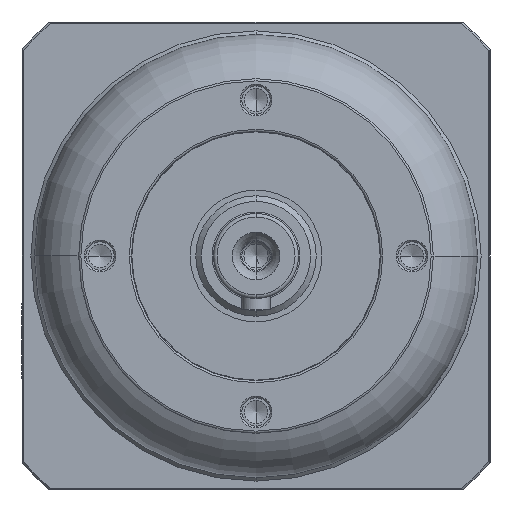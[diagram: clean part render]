
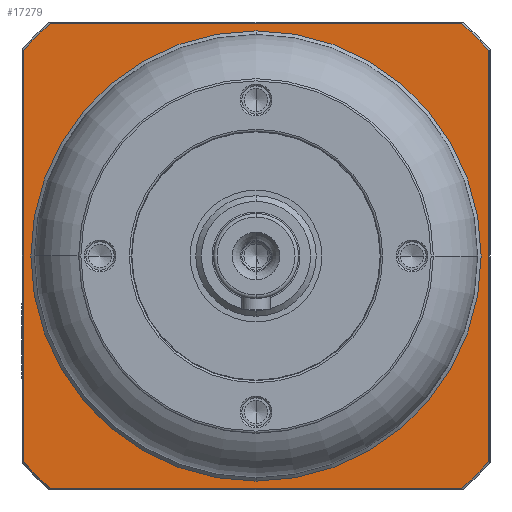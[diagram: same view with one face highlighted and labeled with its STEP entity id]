
A CAD part, left-side view. The second image highlights one B-rep face of the part: STEP entity #17279.
In plain terms, the highlighted face is planar.
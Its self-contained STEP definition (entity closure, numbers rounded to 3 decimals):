
#16155=CARTESIAN_POINT('',(0.,0.,
2.));
#16156=DIRECTION('',(0.,0.,-1.));
#16157=DIRECTION('',(0.,-1.,0.));
#16158=AXIS2_PLACEMENT_3D('',#16155,#16156,#16157);
#16160=CARTESIAN_POINT('',(0.,0.,
2.));
#16161=DIRECTION('',(0.,0.,-1.));
#16162=DIRECTION('',(0.,1.,0.));
#16163=AXIS2_PLACEMENT_3D('',#16160,#16161,#16162);
#16165=CARTESIAN_POINT('',(0.,0.,2.));
#16166=DIRECTION('',(0.,0.,1.));
#16167=DIRECTION('',(-0.749,-0.663,0.));
#16168=AXIS2_PLACEMENT_3D('',#16165,#16166,#16167);
#16170=DIRECTION('',(1.,0.,0.));
#16171=VECTOR('',#16170,58.055);
#16172=CARTESIAN_POINT('',(-29.028,-32.8,
2.));
#16173=LINE('',#16172,#16171);
#16174=CARTESIAN_POINT('',(0.,0.,2.));
#16175=DIRECTION('',(0.,0.,1.));
#16176=DIRECTION('',(0.663,-0.749,0.));
#16177=AXIS2_PLACEMENT_3D('',#16174,#16175,#16176);
#16179=DIRECTION('',(0.,1.,0.));
#16180=VECTOR('',#16179,58.055);
#16181=CARTESIAN_POINT('',(32.8,-29.028,
2.));
#16182=LINE('',#16181,#16180);
#16183=CARTESIAN_POINT('',(0.,0.,2.));
#16184=DIRECTION('',(0.,0.,1.));
#16185=DIRECTION('',(0.749,0.663,0.));
#16186=AXIS2_PLACEMENT_3D('',#16183,#16184,#16185);
#16188=DIRECTION('',(-1.,0.,0.));
#16189=VECTOR('',#16188,58.055);
#16190=CARTESIAN_POINT('',(29.028,32.8,2.));
#16191=LINE('',#16190,#16189);
#16192=CARTESIAN_POINT('',(0.,0.,2.));
#16193=DIRECTION('',(0.,0.,1.));
#16194=DIRECTION('',(-0.663,0.749,0.));
#16195=AXIS2_PLACEMENT_3D('',#16192,#16193,#16194);
#16197=DIRECTION('',(0.,-1.,0.));
#16198=VECTOR('',#16197,58.055);
#16199=CARTESIAN_POINT('',(-32.8,29.028,
2.));
#16200=LINE('',#16199,#16198);
#16934=CARTESIAN_POINT('',(0.,-31.75,2.));
#16935=CARTESIAN_POINT('',(0.,31.75,2.));
#16936=VERTEX_POINT('',#16934);
#16937=VERTEX_POINT('',#16935);
#17006=CARTESIAN_POINT('',(-32.8,-29.028,2.));
#17007=CARTESIAN_POINT('',(-29.028,-32.8,2.));
#17008=VERTEX_POINT('',#17006);
#17009=VERTEX_POINT('',#17007);
#17014=CARTESIAN_POINT('',(29.028,-32.8,
2.));
#17015=VERTEX_POINT('',#17014);
#17018=CARTESIAN_POINT('',(32.8,-29.028,2.));
#17019=VERTEX_POINT('',#17018);
#17022=CARTESIAN_POINT('',(32.8,29.028,2.));
#17023=VERTEX_POINT('',#17022);
#17026=CARTESIAN_POINT('',(29.028,32.8,2.));
#17027=VERTEX_POINT('',#17026);
#17030=CARTESIAN_POINT('',(-29.028,32.8,
2.));
#17031=VERTEX_POINT('',#17030);
#17036=CARTESIAN_POINT('',(-32.8,29.028,2.));
#17037=VERTEX_POINT('',#17036);
#17251=CARTESIAN_POINT('',(0.,0.,2.));
#17252=DIRECTION('',(0.,0.,1.));
#17253=DIRECTION('',(0.,1.,0.));
#17254=AXIS2_PLACEMENT_3D('',#17251,#17252,#17253);
#17255=PLANE('',#17254);
#17257=ORIENTED_EDGE('',*,*,#17256,.T.);
#17259=ORIENTED_EDGE('',*,*,#17258,.T.);
#17261=ORIENTED_EDGE('',*,*,#17260,.T.);
#17263=ORIENTED_EDGE('',*,*,#17262,.T.);
#17265=ORIENTED_EDGE('',*,*,#17264,.T.);
#17267=ORIENTED_EDGE('',*,*,#17266,.T.);
#17269=ORIENTED_EDGE('',*,*,#17268,.T.);
#17271=ORIENTED_EDGE('',*,*,#17270,.T.);
#17272=EDGE_LOOP('',(#17257,#17259,#17261,#17263,#17265,#17267,#17269,#17271));
#17273=FACE_OUTER_BOUND('',#17272,.F.);
#17275=ORIENTED_EDGE('',*,*,#17274,.T.);
#17276=ORIENTED_EDGE('',*,*,#17241,.T.);
#17277=EDGE_LOOP('',(#17275,#17276));
#17278=FACE_BOUND('',#17277,.F.);
#17279=ADVANCED_FACE('',(#17273,#17278),#17255,.F.);
#16159=CIRCLE('',#16158,31.75);
#16164=CIRCLE('',#16163,31.75);
#16169=CIRCLE('',#16168,43.8);
#16178=CIRCLE('',#16177,43.8);
#16187=CIRCLE('',#16186,43.8);
#16196=CIRCLE('',#16195,43.8);
#17241=EDGE_CURVE('',#16937,#16936,#16164,.T.);
#17256=EDGE_CURVE('',#17008,#17009,#16169,.T.);
#17258=EDGE_CURVE('',#17009,#17015,#16173,.T.);
#17260=EDGE_CURVE('',#17015,#17019,#16178,.T.);
#17262=EDGE_CURVE('',#17019,#17023,#16182,.T.);
#17264=EDGE_CURVE('',#17023,#17027,#16187,.T.);
#17266=EDGE_CURVE('',#17027,#17031,#16191,.T.);
#17268=EDGE_CURVE('',#17031,#17037,#16196,.T.);
#17270=EDGE_CURVE('',#17037,#17008,#16200,.T.);
#17274=EDGE_CURVE('',#16936,#16937,#16159,.T.);
